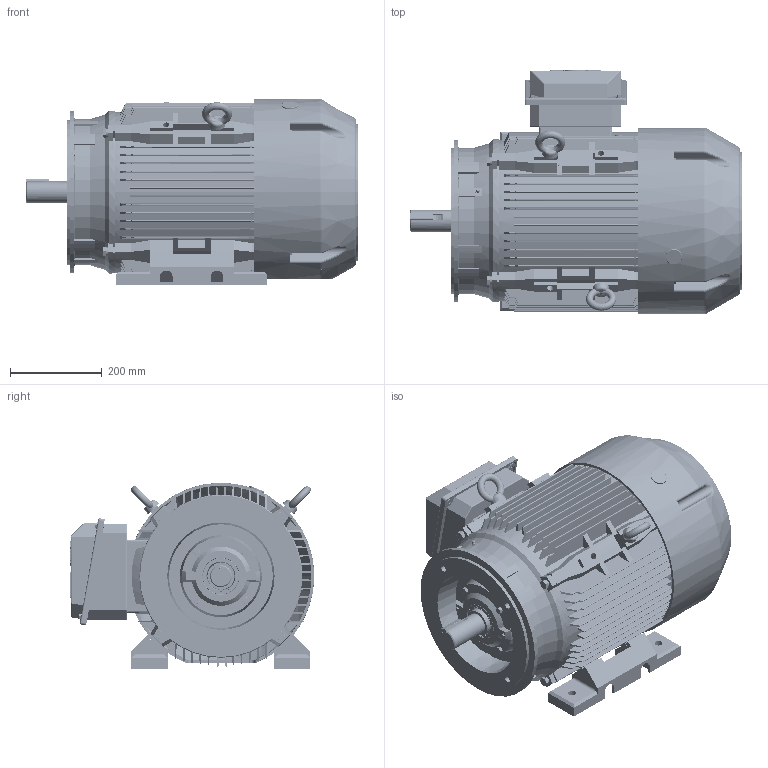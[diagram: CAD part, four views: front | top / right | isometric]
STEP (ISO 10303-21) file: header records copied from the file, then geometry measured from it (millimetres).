
FILE_DESCRIPTION (( 'STEP AP203' ), '1' );
FILE_NAME ('TFCR 324TS TCｷｨﾀｼﾍ簟ﾎﾍｼF1.STEP', '2017-03-16T07:11:34', ( 'ﾎ｢ﾈ橆ﾃｻｧ' ), ( 'ﾎ｢ﾈ晥ｫﾋｾ' ), 'SwSTEP 2.0', 'SolidWorks 2008', '' );
FILE_SCHEMA (( 'CONFIG_CONTROL_DESIGN' ));
Products named in the file (30): 6312_默认; NEMA 324T  底脚_默认; 装配体_默认; 320T-360T接线盒座垫_默认; 320TS 平键_默认; TX 200铸铁风罩3_默认; TFCR 324TS TC楊擘俋倛芞F1; TC 200 B3端盖（后）_默认; TC 200 轴承外盖NDE_默认; NEMA324-326T-C 法兰_默认; TC 200 轴承内盖_默认; 铜油嘴_默认; M12-40_默认; 12_默认; 8_默认; 吊环M16_默认; NEMA 324T B5机座_默认; TFC 324TS 转子_默认; 324 TS转轴_默认; TFC320T-座 _默认; 320T-盖_默认; NEMA 320接线盒座、盖垫_默认; M6-10_默认; 200后端盖螺栓_默认; hexagon head bolts-full thread gb_GB_FASTENER_BOLT_STBAB A M8X20-N; TC 200 轴承外盖DE_默认; IE2 200-4P风叶_默认; 扣塞_默认; M8-65_默认; 油封60-80-8_默认
Assembly tree (56 placements, depth 3):
  TFCR 324TS TC楊擘俋倛芞F1
    TC 200 轴承内盖_默认  x2
    M8-65_默认  x4
    hexagon head bolts-full thread gb_GB_FASTENER_BOLT_STBAB A M8X20-N  x4
    8_默认  x4
    M12-40_默认  x4
    12_默认  x4
    吊环M16_默认  x2
    TC 200 轴承外盖NDE_默认
    200后端盖螺栓_默认  x4
    扣塞_默认
    TC 200 B3端盖（后）_默认
    油封60-80-8_默认
    NEMA 324T  底脚_默认  x2
    TX 200铸铁风罩3_默认
    NEMA 324T B5机座_默认
    TFC 324TS 转子_默认
      324 TS转轴_默认
      6312_默认  x2
    NEMA324-326T-C 法兰_默认
    TC 200 轴承外盖DE_默认
    铜油嘴_默认  x3
    装配体_默认
      M6-10_默认  x4
      TFC320T-座 _默认
      320T-盖_默认
      NEMA 320接线盒座、盖垫_默认
    320TS 平键_默认
    320T-360T接线盒座垫_默认
    IE2 200-4P风叶_默认
Bounding box: 725.4 x 534.28 x 407.18 mm (x, y, z)
Volume: 17610447.6 mm3; surface area: 4455397.7 mm2
Topology: 61 solids, 61 shells, 5305 faces, 14037 edges, 8759 vertices
Faces by surface type: plane 2015, cylinder 1681, torus 730, cone 401, bspline 300, sphere 178
Entity records: 166619 total; most frequent: CARTESIAN_POINT 53586, ORIENTED_EDGE 23240, DIRECTION 22575, EDGE_CURVE 11620, AXIS2_PLACEMENT_3D 8589, VERTEX_POINT 7262, VECTOR 5397, LINE 5397
